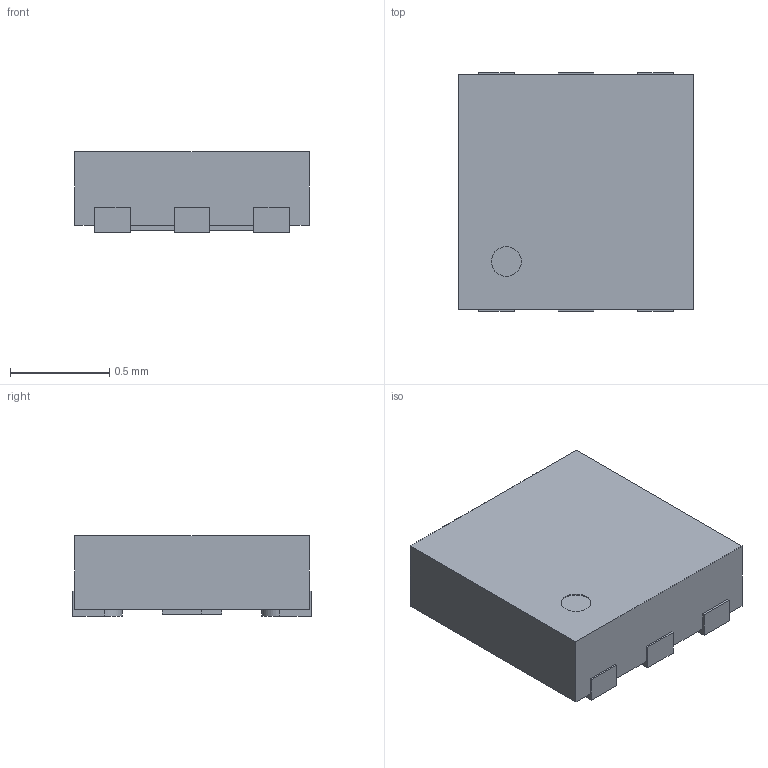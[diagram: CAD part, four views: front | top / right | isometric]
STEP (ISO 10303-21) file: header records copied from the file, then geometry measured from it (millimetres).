
FILE_DESCRIPTION(('FreeCAD Model'),'2;1');
FILE_NAME('dfn6_1_2x1_2_p040.step','2016-02-18T19:31:55' ,('Author'),(''),'Open CASCADE STEP processor 6.8','FreeCAD','Unknown' );
FILE_SCHEMA(('AUTOMOTIVE_DESIGN_CC2 { 1 2 10303 214 -1 1 5 4 }'));
Length unit declared in the file: millimetre
Products named in the file (2): ASSEMBLY; dfn6_1_2x1_2_p040
Assembly tree (1 placements, depth 2):
  ASSEMBLY
    dfn6_1_2x1_2_p040
Bounding box: 1.18 x 1.2 x 0.41 mm (x, y, z)
Volume: 0.5 mm3; surface area: 4.8 mm2
Topology: 1 solids, 1 shells, 50 faces, 138 edges, 92 vertices
Faces by surface type: plane 43, cylinder 7
Full cylindrical faces by diameter (mm): 0.15 x1
Entity records: 3835 total; most frequent: CARTESIAN_POINT 684, DIRECTION 517, LINE 384, VECTOR 384, ORIENTED_EDGE 276, PCURVE 276, DEFINITIONAL_REPRESENTATION 276, EDGE_CURVE 138
